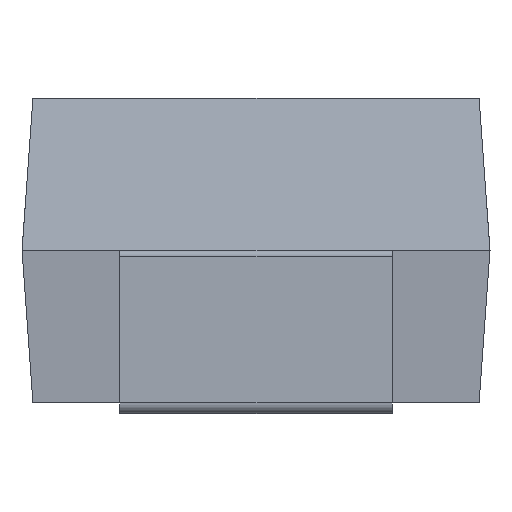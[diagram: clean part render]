
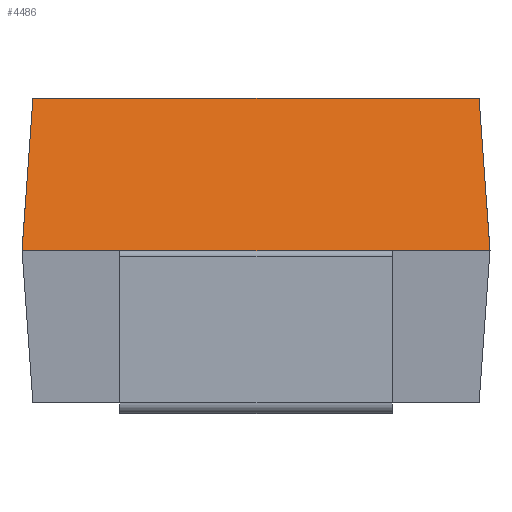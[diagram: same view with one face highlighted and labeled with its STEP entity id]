
A CAD part, left-side view. The second image highlights one B-rep face of the part: STEP entity #4486.
In plain terms, the highlighted planar face has unit normal (-0.978, 0, 0.209).
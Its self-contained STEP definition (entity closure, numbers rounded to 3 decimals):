
#3492=CARTESIAN_POINT('',(0.3,4.2,2.8));
#3493=VERTEX_POINT('',#3492);
#3546=CARTESIAN_POINT('',(0.3,0.1,2.8));
#3547=VERTEX_POINT('',#3546);
#3576=CARTESIAN_POINT('',(0.3,0.1,2.8));
#3577=DIRECTION('',(0.0,1.0,0.0));
#3578=VECTOR('',#3577,4.1);
#3579=LINE('',#3576,#3578);
#3580=EDGE_CURVE('',#3547,#3493,#3579,.T.);
#3643=CARTESIAN_POINT('',(0.,4.3,1.4));
#3644=VERTEX_POINT('',#3643);
#3651=CARTESIAN_POINT('',(0.3,4.2,2.8));
#3652=DIRECTION('',(-0.209,0.07,-0.975));
#3653=VECTOR('',#3652,1.435);
#3654=LINE('',#3651,#3653);
#3655=EDGE_CURVE('',#3493,#3644,#3654,.T.);
#3809=CARTESIAN_POINT('',(0.0,3.4,1.4));
#3810=VERTEX_POINT('',#3809);
#4310=CARTESIAN_POINT('',(0.0,0.9,1.4));
#4311=VERTEX_POINT('',#4310);
#4418=CARTESIAN_POINT('',(0.0,0.0,1.4));
#4419=VERTEX_POINT('',#4418);
#4426=CARTESIAN_POINT('',(0.,0.9,1.4));
#4427=DIRECTION('',(0.0,-1.0,0.0));
#4428=VECTOR('',#4427,0.9);
#4429=LINE('',#4426,#4428);
#4430=EDGE_CURVE('',#4311,#4419,#4429,.T.);
#4432=CARTESIAN_POINT('',(0.,3.4,1.4));
#4433=DIRECTION('',(0.0,-1.0,0.0));
#4434=VECTOR('',#4433,2.5);
#4435=LINE('',#4432,#4434);
#4436=EDGE_CURVE('',#3810,#4311,#4435,.T.);
#4438=CARTESIAN_POINT('',(0.,4.3,1.4));
#4439=DIRECTION('',(0.0,-1.0,0.0));
#4440=VECTOR('',#4439,0.9);
#4441=LINE('',#4438,#4440);
#4442=EDGE_CURVE('',#3644,#3810,#4441,.T.);
#4468=CARTESIAN_POINT('',(0.15,1.075,2.1));
#4469=DIRECTION('',(-0.978,0.,0.21));
#4470=DIRECTION('',(0.21,0.,0.978));
#4471=AXIS2_PLACEMENT_3D('',#4468,#4469,#4470);
#4472=PLANE('',#4471);
#4473=ORIENTED_EDGE('',*,*,#3655,.T.);
#4474=ORIENTED_EDGE('',*,*,#4442,.T.);
#4475=ORIENTED_EDGE('',*,*,#4436,.T.);
#4476=ORIENTED_EDGE('',*,*,#4430,.T.);
#4477=CARTESIAN_POINT('',(0.,0.,1.4));
#4478=DIRECTION('',(0.209,0.07,0.975));
#4479=VECTOR('',#4478,1.435);
#4480=LINE('',#4477,#4479);
#4481=EDGE_CURVE('',#4419,#3547,#4480,.T.);
#4482=ORIENTED_EDGE('',*,*,#4481,.T.);
#4483=ORIENTED_EDGE('',*,*,#3580,.T.);
#4484=EDGE_LOOP('',(#4473,#4474,#4475,#4476,#4482,#4483));
#4485=FACE_OUTER_BOUND('',#4484,.T.);
#4486=ADVANCED_FACE('',(#4485),#4472,.T.);
